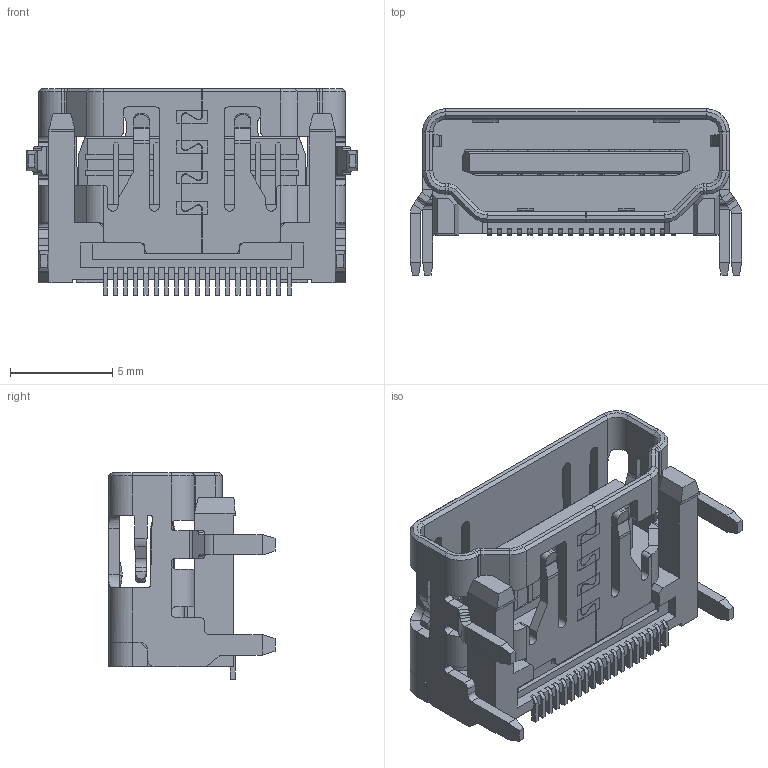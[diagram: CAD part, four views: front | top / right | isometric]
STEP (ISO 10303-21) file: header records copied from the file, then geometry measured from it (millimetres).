
FILE_DESCRIPTION (( 'STEP AP214' ), '1' );
FILE_NAME ('SS-53000-001.STEP', '2021-08-16T19:54:12', ( '' ), ( '' ), 'SwSTEP 2.0', 'SolidWorks 2017', '' );
FILE_SCHEMA (( 'AUTOMOTIVE_DESIGN' ));
Length unit declared in the file: millimetre
Products named in the file (1): SS-53000-001
Bounding box: 16.2 x 8.13 x 10.1 mm (x, y, z)
Volume: 422.5 mm3; surface area: 1186.8 mm2
Topology: 40 solids, 40 shells, 1404 faces, 3626 edges, 2312 vertices
Faces by surface type: plane 1152, cylinder 224, cone 18, bspline 10
Entity records: 42511 total; most frequent: CARTESIAN_POINT 7781, ORIENTED_EDGE 7252, DIRECTION 6784, EDGE_CURVE 3626, VECTOR 3118, LINE 3118, VERTEX_POINT 2312, AXIS2_PLACEMENT_3D 1833
